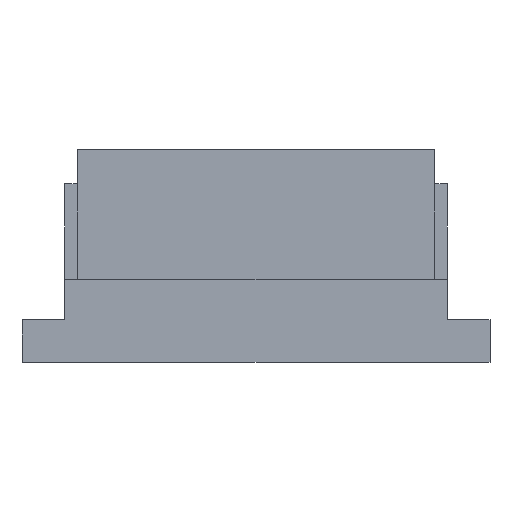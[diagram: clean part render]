
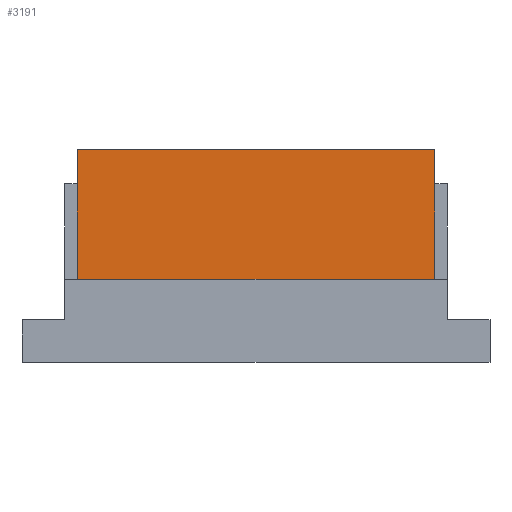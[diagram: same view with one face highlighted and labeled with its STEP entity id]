
A CAD part, front view. The second image highlights one B-rep face of the part: STEP entity #3191.
In plain terms, the highlighted planar face has unit normal (0, -1, 0).
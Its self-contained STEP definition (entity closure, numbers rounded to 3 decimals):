
#1584 = CARTESIAN_POINT ( 'NONE',  ( -4.2, -3.55, 3.9 ) ) ;
#1644 = DIRECTION ( 'NONE',  ( -1., 0., 0. ) ) ;
#1645 = VECTOR ( 'NONE', #1644, 1000. ) ;
#1646 = CARTESIAN_POINT ( 'NONE',  ( 4.5, -3.55, 3.9 ) ) ;
#1647 = LINE ( 'NONE', #1646, #1645 ) ;
#1653 = CARTESIAN_POINT ( 'NONE',  ( 4.2, -3.55, 3.9 ) ) ;
#1688 = DIRECTION ( 'NONE',  ( 0., 0., 1. ) ) ;
#1689 = DIRECTION ( 'NONE',  ( 0., 1., 0. ) ) ;
#1690 = CARTESIAN_POINT ( 'NONE',  ( 4.5, -3.55, 0.85 ) ) ;
#1691 = AXIS2_PLACEMENT_3D ( 'NONE', #1690, #1689, #1688 ) ;
#1692 = PLANE ( 'NONE',  #1691 ) ;
#1707 = FACE_OUTER_BOUND ( 'NONE', #3192, .T. ) ;
#1723 = DIRECTION ( 'NONE',  ( -1., 0., 0. ) ) ;
#1724 = VECTOR ( 'NONE', #1723, 1000. ) ;
#1725 = CARTESIAN_POINT ( 'NONE',  ( 4.5, -3.55, 0.85 ) ) ;
#1726 = LINE ( 'NONE', #1725, #1724 ) ;
#1727 = CARTESIAN_POINT ( 'NONE',  ( -4.2, -3.55, 0.85 ) ) ;
#1728 = DIRECTION ( 'NONE',  ( 0., 0., -1. ) ) ;
#1729 = VECTOR ( 'NONE', #1728, 1000. ) ;
#1730 = CARTESIAN_POINT ( 'NONE',  ( -4.2, -3.55, 3.9 ) ) ;
#1731 = LINE ( 'NONE', #1730, #1729 ) ;
#1791 = DIRECTION ( 'NONE',  ( 0., 0., -1. ) ) ;
#1792 = VECTOR ( 'NONE', #1791, 1000. ) ;
#1793 = CARTESIAN_POINT ( 'NONE',  ( 4.2, -3.55, 3.9 ) ) ;
#1794 = LINE ( 'NONE', #1793, #1792 ) ;
#1796 = CARTESIAN_POINT ( 'NONE',  ( 4.2, -3.55, 0.85 ) ) ;
#3004 = ORIENTED_EDGE ( 'NONE', *, *, #3153, .T. ) ;
#3005 = ORIENTED_EDGE ( 'NONE', *, *, #3207, .T. ) ;
#3151 = VERTEX_POINT ( 'NONE', #1584 ) ;
#3153 = EDGE_CURVE ( 'NONE', #3188, #3151, #1647, .T. ) ;
#3188 = VERTEX_POINT ( 'NONE', #1653 ) ;
#3191 = ADVANCED_FACE ( 'NONE', ( #1707 ), #1692, .F. ) ;
#3192 = EDGE_LOOP ( 'NONE', ( #3004, #3005, #3209, #3268 ) ) ;
#3207 = EDGE_CURVE ( 'NONE', #3151, #3208, #1731, .T. ) ;
#3208 = VERTEX_POINT ( 'NONE', #1727 ) ;
#3209 = ORIENTED_EDGE ( 'NONE', *, *, #3210, .F. ) ;
#3210 = EDGE_CURVE ( 'NONE', #3267, #3208, #1726, .T. ) ;
#3267 = VERTEX_POINT ( 'NONE', #1796 ) ;
#3268 = ORIENTED_EDGE ( 'NONE', *, *, #3269, .F. ) ;
#3269 = EDGE_CURVE ( 'NONE', #3188, #3267, #1794, .T. ) ;
